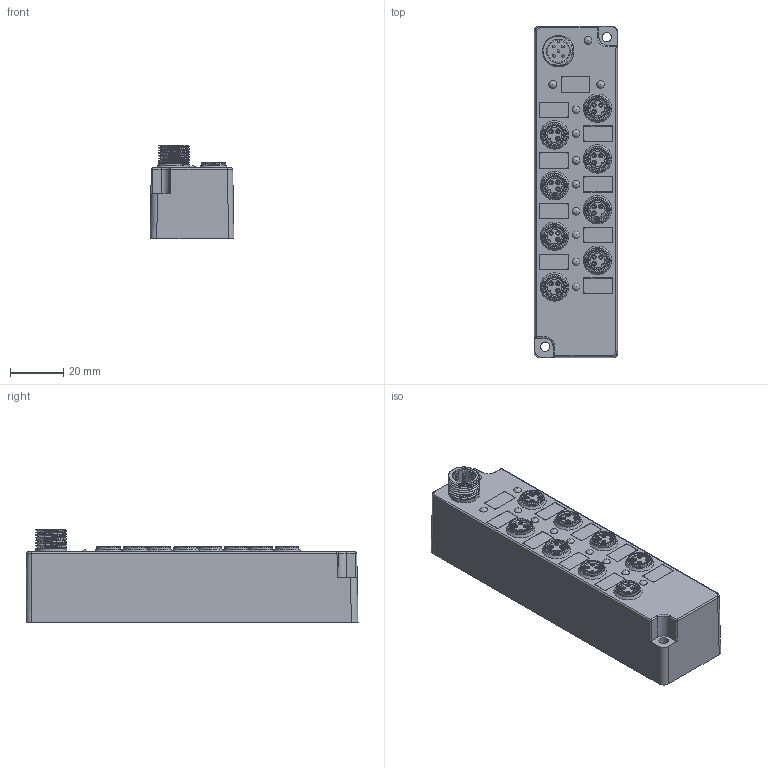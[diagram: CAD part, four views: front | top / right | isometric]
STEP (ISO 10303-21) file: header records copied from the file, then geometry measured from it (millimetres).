
FILE_DESCRIPTION(/* description */ (''),/* implementation_level */ '2;1');
FILE_NAME(/* name */ '',/* time_stamp */ '2025-02-17T19:25:28+08:00',/* author */ (''),/* organization */ (''),/* preprocessor_version */ 'ST-DEVELOPER v14',/* originating_system */ 'SIEMENS PLM Software NX 8.0',/* authorisation */ '');
FILE_SCHEMA (('AUTOMOTIVE_DESIGN { 1 0 10303 214 3 1 1 1 }'));
Products named in the file (1): IOLink cong,zhan8wei
Bounding box: 31.45 x 124.49 x 35 mm (x, y, z)
Volume: 24.6 mm3; surface area: 21849.7 mm2
Topology: 20 solids, 21 shells, 921 faces, 2521 edges, 1663 vertices
Faces by surface type: plane 464, cylinder 223, cone 153, bspline 35, torus 26, sphere 20
Full cylindrical faces by diameter (mm): 1 x5, 1.1 x24, 1.2 x24, 1.4 x39, 1.5 x39, 3.5 x2, 6.9 x4, 7 x5, 7.5 x5, 9 x1, 11.7 x7
Entity records: 47215 total; most frequent: CARTESIAN_POINT 21139, DIRECTION 4308, ORIENTED_EDGE 4114, EDGE_CURVE 2057, AXIS2_PLACEMENT_3D 1636, VERTEX_POINT 1490, EDGE_LOOP 1335, LINE 1036
